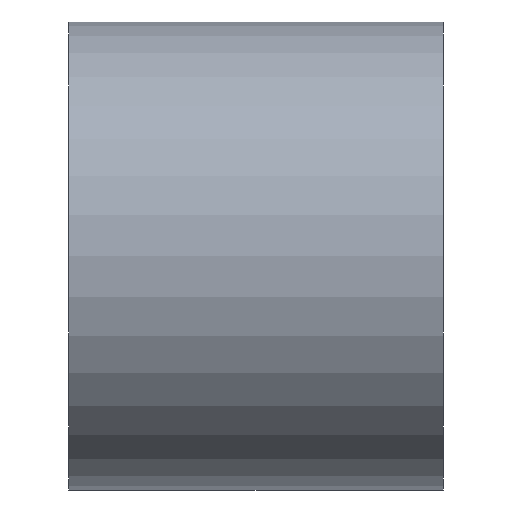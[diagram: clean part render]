
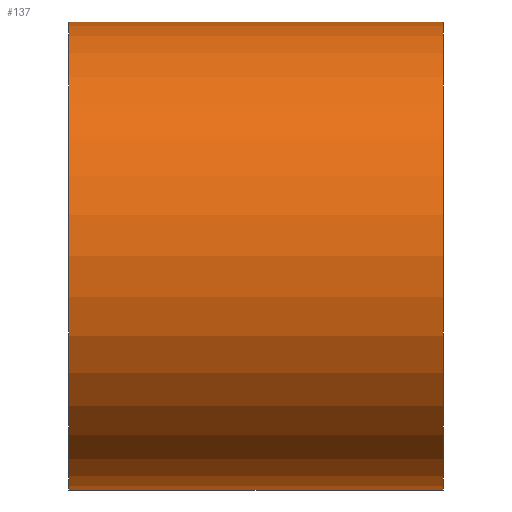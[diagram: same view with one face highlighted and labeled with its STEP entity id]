
A CAD part, left-side view. The second image highlights one B-rep face of the part: STEP entity #137.
In plain terms, the highlighted cylindrical face has radius 1.984 mm (diameter 3.969 mm), a partial arc.
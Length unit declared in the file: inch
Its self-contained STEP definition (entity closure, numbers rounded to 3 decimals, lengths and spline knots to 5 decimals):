
#5 = ORIENTED_EDGE ( 'NONE', *, *, #134, .T. ) ;
#6 = ORIENTED_EDGE ( 'NONE', *, *, #133, .F. ) ;
#7 = ORIENTED_EDGE ( 'NONE', *, *, #132, .T. ) ;
#8 = ORIENTED_EDGE ( 'NONE', *, *, #129, .F. ) ;
#13 = VECTOR ( 'NONE', #59, 39.37008 ) ;
#15 = AXIS2_PLACEMENT_3D ( 'NONE', #72, #73, #74 ) ;
#32 = AXIS2_PLACEMENT_3D ( 'NONE', #83, #84, #85 ) ;
#34 = VECTOR ( 'NONE', #69, 39.37008 ) ;
#42 = CYLINDRICAL_SURFACE ( 'NONE', #32, 0.07813 ) ;
#44 = FACE_OUTER_BOUND ( 'NONE', #121, .T. ) ;
#47 = AXIS2_PLACEMENT_3D ( 'NONE', #66, #70, #71 ) ;
#53 = CARTESIAN_POINT ( 'NONE',  ( 0., 0., -0.07813 ) ) ;
#54 = CARTESIAN_POINT ( 'NONE',  ( 0., 0., 0.07813 ) ) ;
#55 = CARTESIAN_POINT ( 'NONE',  ( 0., 0.125, 0.07813 ) ) ;
#56 = CARTESIAN_POINT ( 'NONE',  ( 0., 0.125, -0.07813 ) ) ;
#57 = LINE ( 'NONE', #58, #13 ) ;
#58 = CARTESIAN_POINT ( 'NONE',  ( 0., 0.125, 0.07813 ) ) ;
#59 = DIRECTION ( 'NONE',  ( 0., -1., 0. ) ) ;
#66 = CARTESIAN_POINT ( 'NONE',  ( 0., 0.125, 0. ) ) ;
#67 = LINE ( 'NONE', #68, #34 ) ;
#68 = CARTESIAN_POINT ( 'NONE',  ( 0., 0.125, -0.07813 ) ) ;
#69 = DIRECTION ( 'NONE',  ( 0., -1., 0. ) ) ;
#70 = DIRECTION ( 'NONE',  ( 0., 1., 0. ) ) ;
#71 = DIRECTION ( 'NONE',  ( 0., 0., 1. ) ) ;
#72 = CARTESIAN_POINT ( 'NONE',  ( 0., 0., 0. ) ) ;
#73 = DIRECTION ( 'NONE',  ( 0., 1., 0. ) ) ;
#74 = DIRECTION ( 'NONE',  ( 0., 0., 1. ) ) ;
#83 = CARTESIAN_POINT ( 'NONE',  ( 0., 0.125, 0. ) ) ;
#84 = DIRECTION ( 'NONE',  ( 0., -1., 0. ) ) ;
#85 = DIRECTION ( 'NONE',  ( 0., 0., -1. ) ) ;
#115 = VERTEX_POINT ( 'NONE', #53 ) ;
#117 = VERTEX_POINT ( 'NONE', #54 ) ;
#119 = VERTEX_POINT ( 'NONE', #55 ) ;
#120 = VERTEX_POINT ( 'NONE', #56 ) ;
#121 = EDGE_LOOP ( 'NONE', ( #8, #6, #7, #5 ) ) ;
#129 = EDGE_CURVE ( 'NONE', #119, #117, #57, .T. ) ;
#132 = EDGE_CURVE ( 'NONE', #120, #115, #67, .T. ) ;
#133 = EDGE_CURVE ( 'NONE', #120, #119, #140, .T. ) ;
#134 = EDGE_CURVE ( 'NONE', #115, #117, #139, .T. ) ;
#137 = ADVANCED_FACE ( 'NONE', ( #44 ), #42, .T. ) ;
#139 = CIRCLE ( 'NONE', #15, 0.07813 ) ;
#140 = CIRCLE ( 'NONE', #47, 0.07813 ) ;
